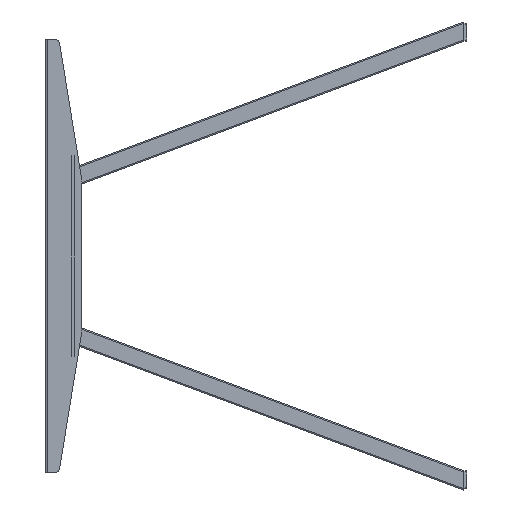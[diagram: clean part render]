
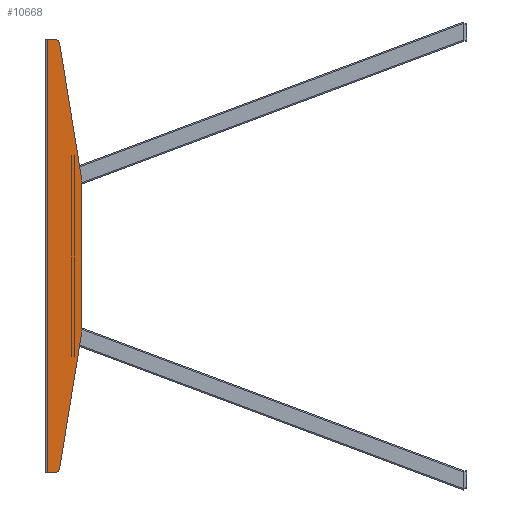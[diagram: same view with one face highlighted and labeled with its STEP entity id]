
A CAD part, left-side view. The second image highlights one B-rep face of the part: STEP entity #10668.
In plain terms, the highlighted planar face has unit normal (-1, 0, 0).
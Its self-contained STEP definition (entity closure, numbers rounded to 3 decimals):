
#843 = VECTOR ( 'NONE', #6685, 1000. ) ;
#1119 = CARTESIAN_POINT ( 'NONE',  ( -600., 685.778, -360. ) ) ;
#1625 = LINE ( 'NONE', #11643, #21024 ) ;
#1787 = EDGE_CURVE ( 'NONE', #10707, #6281, #29264, .T. ) ;
#1921 = EDGE_CURVE ( 'NONE', #17696, #27150, #20225, .T. ) ;
#2865 = EDGE_CURVE ( 'NONE', #8998, #5554, #25781, .T. ) ;
#2947 = CIRCLE ( 'NONE', #30189, 50. ) ;
#2999 = PLANE ( 'NONE',  #18023 ) ;
#3264 = EDGE_LOOP ( 'NONE', ( #21122, #14485, #20412, #24877, #28140, #15787, #8969, #23443, #5932, #10346 ) ) ;
#3961 = VECTOR ( 'NONE', #20897, 1000. ) ;
#3987 = CARTESIAN_POINT ( 'NONE',  ( -600., 677.271, -360. ) ) ;
#4055 = DIRECTION ( 'NONE',  ( -1., 0., 0. ) ) ;
#5121 = EDGE_CURVE ( 'NONE', #8998, #9164, #2947, .T. ) ;
#5268 = CIRCLE ( 'NONE', #29420, 10. ) ;
#5554 = VERTEX_POINT ( 'NONE', #8319 ) ;
#5621 = DIRECTION ( 'NONE',  ( 0., 0., 1. ) ) ;
#5663 = AXIS2_PLACEMENT_3D ( 'NONE', #10766, #22799, #27539 ) ;
#5932 = ORIENTED_EDGE ( 'NONE', *, *, #1787, .F. ) ;
#6281 = VERTEX_POINT ( 'NONE', #15400 ) ;
#6386 = DIRECTION ( 'NONE',  ( 0., 0.16, -0.987 ) ) ;
#6685 = DIRECTION ( 'NONE',  ( 0., 0., -1. ) ) ;
#7174 = VECTOR ( 'NONE', #13478, 1000. ) ;
#8021 = VERTEX_POINT ( 'NONE', #11008 ) ;
#8319 = CARTESIAN_POINT ( 'NONE',  ( -600., 675.907, -351.603 ) ) ;
#8629 = CARTESIAN_POINT ( 'NONE',  ( -600., 639.748, 128.982 ) ) ;
#8846 = DIRECTION ( 'NONE',  ( 0., 0., 1. ) ) ;
#8850 = CARTESIAN_POINT ( 'NONE',  ( -600., 639.101, 120.966 ) ) ;
#8865 = CIRCLE ( 'NONE', #5663, 10. ) ;
#8969 = ORIENTED_EDGE ( 'NONE', *, *, #1921, .F. ) ;
#8998 = VERTEX_POINT ( 'NONE', #16974 ) ;
#9164 = VERTEX_POINT ( 'NONE', #25244 ) ;
#10346 = ORIENTED_EDGE ( 'NONE', *, *, #24912, .T. ) ;
#10668 = ADVANCED_FACE ( 'NONE', ( #17594 ), #2999, .T. ) ;
#10707 = VERTEX_POINT ( 'NONE', #1119 ) ;
#10766 = CARTESIAN_POINT ( 'NONE',  ( -600., 685.778, 350. ) ) ;
#11008 = CARTESIAN_POINT ( 'NONE',  ( -600., 675.907, 351.603 ) ) ;
#11203 = CARTESIAN_POINT ( 'NONE',  ( -600., 700.101, -360. ) ) ;
#11209 = VECTOR ( 'NONE', #6386, 1000. ) ;
#11611 = VECTOR ( 'NONE', #21440, 1000. ) ;
#11628 = DIRECTION ( 'NONE',  ( -1., 0., 0. ) ) ;
#11643 = CARTESIAN_POINT ( 'NONE',  ( -600., 639.101, 125. ) ) ;
#12561 = DIRECTION ( 'NONE',  ( -1., 0., 0. ) ) ;
#13100 = VERTEX_POINT ( 'NONE', #8850 ) ;
#13478 = DIRECTION ( 'NONE',  ( 0., 1., 0. ) ) ;
#13606 = CARTESIAN_POINT ( 'NONE',  ( -600., 689.101, -120.966 ) ) ;
#14485 = ORIENTED_EDGE ( 'NONE', *, *, #5121, .T. ) ;
#15128 = VERTEX_POINT ( 'NONE', #8629 ) ;
#15322 = DIRECTION ( 'NONE',  ( -1., 0., 0. ) ) ;
#15400 = CARTESIAN_POINT ( 'NONE',  ( -600., 696.101, -360. ) ) ;
#15776 = EDGE_CURVE ( 'NONE', #13100, #15128, #23147, .T. ) ;
#15787 = ORIENTED_EDGE ( 'NONE', *, *, #18620, .T. ) ;
#16919 = EDGE_CURVE ( 'NONE', #17696, #6281, #30554, .T. ) ;
#16974 = CARTESIAN_POINT ( 'NONE',  ( -600., 639.748, -128.982 ) ) ;
#17594 = FACE_OUTER_BOUND ( 'NONE', #3264, .T. ) ;
#17696 = VERTEX_POINT ( 'NONE', #24810 ) ;
#18023 = AXIS2_PLACEMENT_3D ( 'NONE', #26952, #12561, #5621 ) ;
#18237 = CARTESIAN_POINT ( 'NONE',  ( -600., 639.101, -125. ) ) ;
#18402 = EDGE_CURVE ( 'NONE', #8021, #15128, #1625, .T. ) ;
#18620 = EDGE_CURVE ( 'NONE', #8021, #27150, #8865, .T. ) ;
#19731 = CARTESIAN_POINT ( 'NONE',  ( -600., 685.778, -350. ) ) ;
#20225 = LINE ( 'NONE', #24135, #11611 ) ;
#20412 = ORIENTED_EDGE ( 'NONE', *, *, #21857, .F. ) ;
#20897 = DIRECTION ( 'NONE',  ( 0., 0., -1. ) ) ;
#21024 = VECTOR ( 'NONE', #28428, 1000. ) ;
#21122 = ORIENTED_EDGE ( 'NONE', *, *, #2865, .F. ) ;
#21440 = DIRECTION ( 'NONE',  ( 0., -1., 0. ) ) ;
#21838 = AXIS2_PLACEMENT_3D ( 'NONE', #30915, #11628, #25966 ) ;
#21857 = EDGE_CURVE ( 'NONE', #13100, #9164, #26261, .T. ) ;
#22799 = DIRECTION ( 'NONE',  ( -1., 0., 0. ) ) ;
#23147 = CIRCLE ( 'NONE', #21838, 50. ) ;
#23443 = ORIENTED_EDGE ( 'NONE', *, *, #16919, .T. ) ;
#24135 = CARTESIAN_POINT ( 'NONE',  ( -600., 677.271, 360. ) ) ;
#24810 = CARTESIAN_POINT ( 'NONE',  ( -600., 696.101, 360. ) ) ;
#24877 = ORIENTED_EDGE ( 'NONE', *, *, #15776, .T. ) ;
#24912 = EDGE_CURVE ( 'NONE', #10707, #5554, #5268, .T. ) ;
#25244 = CARTESIAN_POINT ( 'NONE',  ( -600., 639.101, -120.966 ) ) ;
#25781 = LINE ( 'NONE', #3987, #11209 ) ;
#25966 = DIRECTION ( 'NONE',  ( 0., 0., 1. ) ) ;
#26261 = LINE ( 'NONE', #18237, #843 ) ;
#26952 = CARTESIAN_POINT ( 'NONE',  ( -600., 700.101, 360. ) ) ;
#27150 = VERTEX_POINT ( 'NONE', #27863 ) ;
#27539 = DIRECTION ( 'NONE',  ( 0., 0., 1. ) ) ;
#27863 = CARTESIAN_POINT ( 'NONE',  ( -600., 685.778, 360. ) ) ;
#28140 = ORIENTED_EDGE ( 'NONE', *, *, #18402, .F. ) ;
#28343 = CARTESIAN_POINT ( 'NONE',  ( -600., 696.101, 360. ) ) ;
#28428 = DIRECTION ( 'NONE',  ( 0., -0.16, -0.987 ) ) ;
#29264 = LINE ( 'NONE', #11203, #7174 ) ;
#29303 = DIRECTION ( 'NONE',  ( 0., 0., 1. ) ) ;
#29420 = AXIS2_PLACEMENT_3D ( 'NONE', #19731, #15322, #29303 ) ;
#30189 = AXIS2_PLACEMENT_3D ( 'NONE', #13606, #4055, #8846 ) ;
#30554 = LINE ( 'NONE', #28343, #3961 ) ;
#30915 = CARTESIAN_POINT ( 'NONE',  ( -600., 689.101, 120.966 ) ) ;
